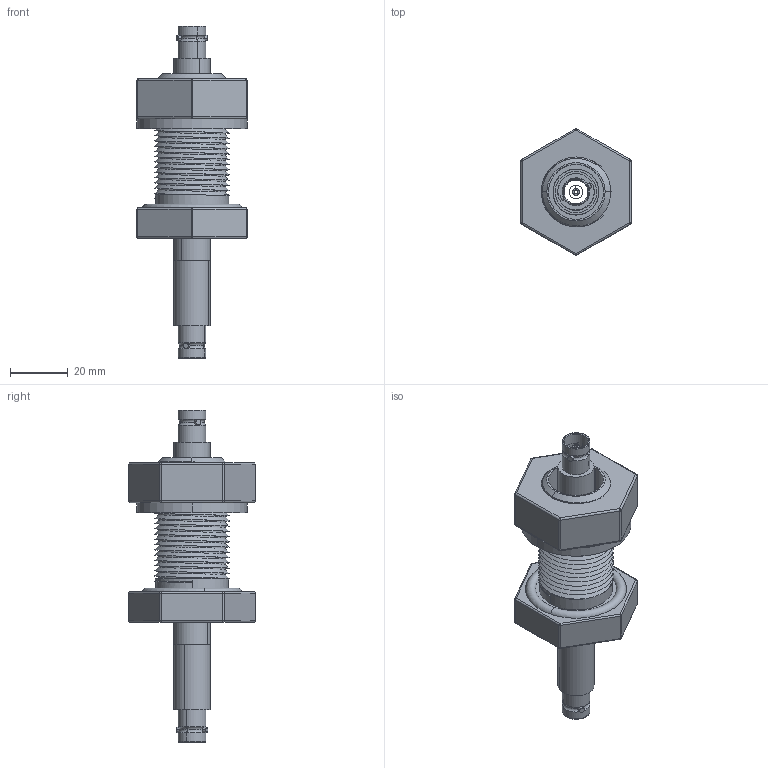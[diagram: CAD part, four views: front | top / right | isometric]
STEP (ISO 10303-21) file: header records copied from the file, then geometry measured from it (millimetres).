
FILE_DESCRIPTION (( 'STEP AP203' ), '1' );
FILE_NAME ('A0484-2.STEP', '2009-04-13T18:12:02', ( '' ), ( '' ), 'SwSTEP 2.0', 'SolidWorks 2008', '' );
FILE_SCHEMA (( 'CONFIG_CONTROL_DESIGN' ));
Length unit declared in the file: inch
Products named in the file (1): A0484-2
Bounding box: 38.1 x 43.84 x 114.81 mm (x, y, z)
Surface area: 23957.2 mm2 (no closed solid volume)
Topology: 0 solids, 15 shells, 230 faces, 608 edges, 387 vertices
Faces by surface type: cylinder 137, plane 43, sphere 24, torus 20, cone 4, bspline 2
Entity records: 12174 total; most frequent: CARTESIAN_POINT 6666, DIRECTION 1178, ORIENTED_EDGE 1074, EDGE_CURVE 592, AXIS2_PLACEMENT_3D 478, VERTEX_POINT 379, CIRCLE 249, EDGE_LOOP 245
